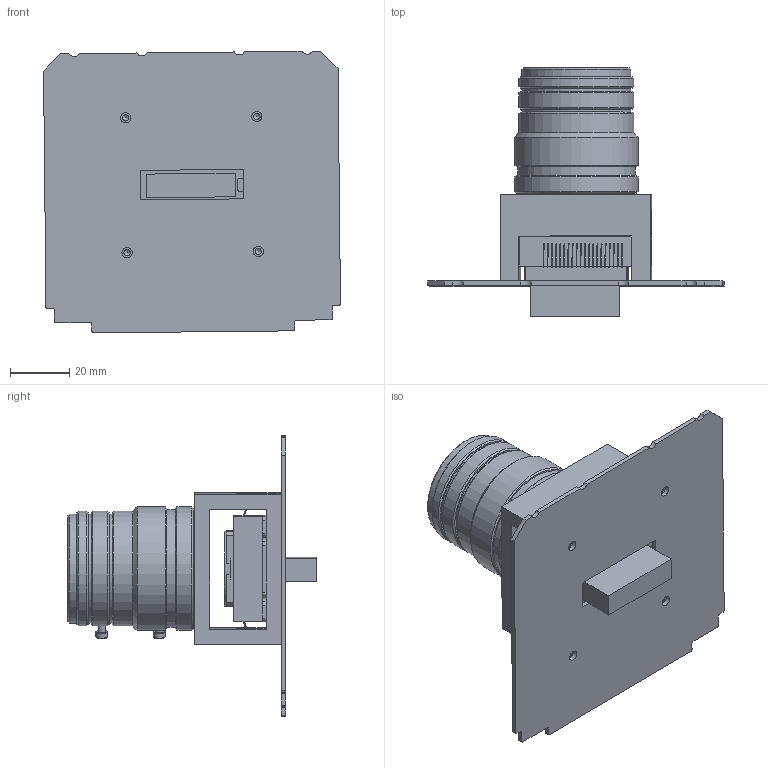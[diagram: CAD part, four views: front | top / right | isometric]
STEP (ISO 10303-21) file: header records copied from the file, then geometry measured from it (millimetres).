
FILE_DESCRIPTION(/* description */ (''),/* implementation_level */ '2;1');
FILE_NAME(/* name */ 'OreSat-9001-B.stp',/* time_stamp */ '2020-04-10T13:20:30-04:00',/* author */ ('Steve Cole'),/* organization */ (''),/* preprocessor_version */ 'ST-DEVELOPER v16.13',/* originating_system */ 'Autodesk Inventor 2018',/* authorisation */ '');
FILE_SCHEMA (('AUTOMOTIVE_DESIGN { 1 0 10303 214 3 1 1 }'));
Length unit declared in the file: inch
Products named in the file (9): OreSat-9001-A; OreSat-3001-A; OreSat-9002-A; OreSat-3003-B; OreSat-4001-A; OreSat-5001-B; OreSat-2001-C; OreSat-3004-A; OreSat-3005-A
Assembly tree (8 placements, depth 3):
  OreSat-9001-A
    OreSat-3001-A
    OreSat-9002-A
      OreSat-3003-B
      OreSat-4001-A
      OreSat-5001-B
      OreSat-2001-C
    OreSat-3004-A
    OreSat-3005-A
Bounding box: 100.62 x 84.21 x 95.5 mm (x, y, z)
Volume: 111286.9 mm3; surface area: 50056.6 mm2
Topology: 9 solids, 9 shells, 387 faces, 924 edges, 617 vertices
Faces by surface type: plane 218, cylinder 106, bspline 40, cone 23
Full cylindrical faces by diameter (mm): 0.533 x12, 0.787 x4, 1.854 x4, 2.159 x4, 2.283 x5, 2.5 x2, 3.175 x4, 3.454 x4, 4 x2, 6 x1, 18 x1, 24.369 x1, 24.536 x1, 25.4 x2, 37 x3, 39 x3, 40 x1, 42 x2
Entity records: 16099 total; most frequent: CARTESIAN_POINT 6803, DIRECTION 1900, ORIENTED_EDGE 1630, EDGE_CURVE 815, AXIS2_PLACEMENT_3D 762, VERTEX_POINT 587, EDGE_LOOP 586, FACE_OUTER_BOUND 387
